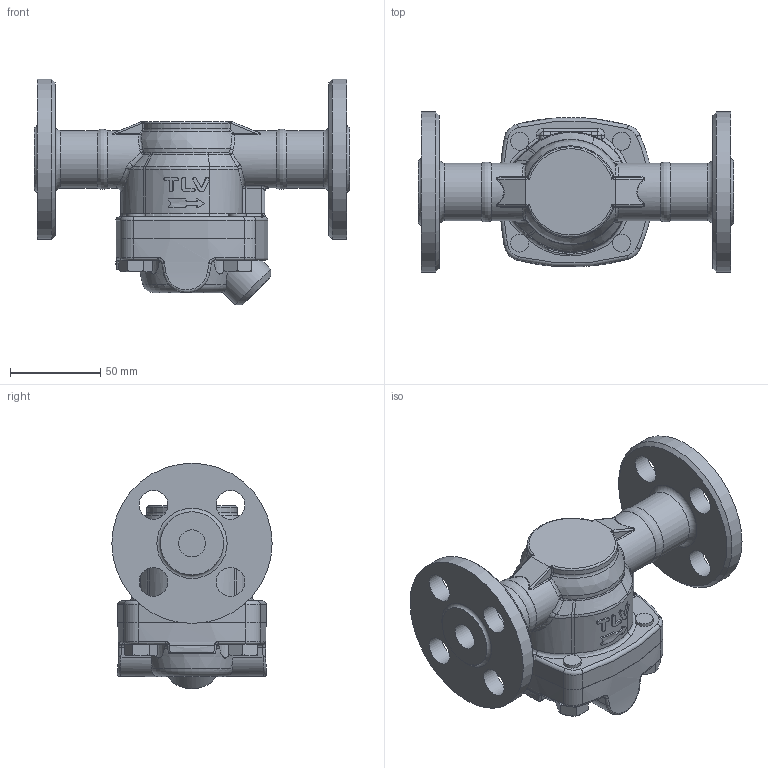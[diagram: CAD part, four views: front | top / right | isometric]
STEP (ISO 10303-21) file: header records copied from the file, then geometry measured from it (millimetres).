
FILE_DESCRIPTION(/* description */ (''),/* implementation_level */ '2;1');
FILE_NAME(/* name */ 'ss1nl-015-a0150-00.stp',/* time_stamp */ '2021-07-20T09:53:12+09:00',/* author */ ('nakaot'),/* organization */ (''),/* preprocessor_version */ 'ST-DEVELOPER v18',/* originating_system */ 'Autodesk Inventor 2020',/* authorisation */ '');
FILE_SCHEMA (('AUTOMOTIVE_DESIGN { 1 0 10303 214 3 1 1 }'));
Length unit declared in the file: millimetre
Products named in the file (1): ss1nl-015-a0150-00
Bounding box: 175 x 89 x 125.27 mm (x, y, z)
Volume: 558791.6 mm3; surface area: 85217.3 mm2
Topology: 1 solids, 1 shells, 421 faces, 1056 edges, 639 vertices
Faces by surface type: bspline 125, cylinder 113, plane 96, torus 47, cone 32, sphere 8
Full cylindrical faces by diameter (mm): 10 x8, 11 x4, 15 x2, 16 x8, 28 x1, 32 x4, 89 x2
Entity records: 20469 total; most frequent: CARTESIAN_POINT 11257, ORIENTED_EDGE 2084, DIRECTION 1682, EDGE_CURVE 1042, AXIS2_PLACEMENT_3D 714, VERTEX_POINT 639, EDGE_LOOP 461, FACE_OUTER_BOUND 421
